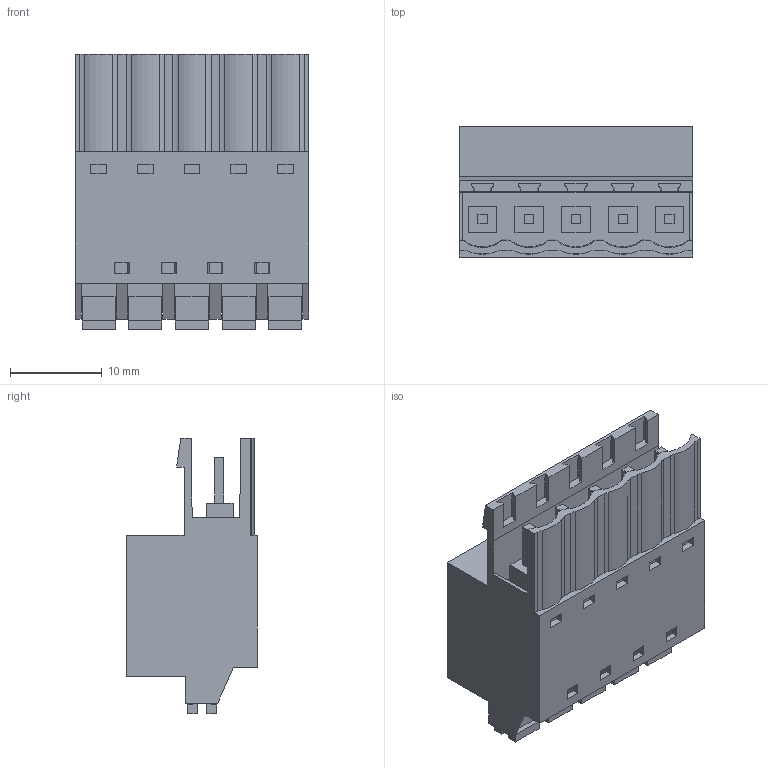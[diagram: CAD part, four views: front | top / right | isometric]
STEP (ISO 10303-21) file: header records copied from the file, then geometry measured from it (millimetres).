
FILE_DESCRIPTION(('CATIA V5 STEP Exchange','CAx-IF Rec.Pracs.--- Model Styling and Organization---1.4--- 2014-01-23'),'2;1');
FILE_NAME ('011689-2_0_1335610000_1335610000.stp','2021-07-01T14:59:58+00:00',('none'),('Weidmueller'),'CATIA Version 5-6 Release 2016 SP3 HF44','CATIA V5 STEP AP214','none');
FILE_SCHEMA(('AUTOMOTIVE_DESIGN { 1 0 10303 214 1 1 1 1 }'));
Length unit declared in the file: millimetre
Products named in the file (1): 1335610000
Bounding box: 25.4 x 14.2 x 29.93 mm (x, y, z)
Volume: 5615.1 mm3; surface area: 5156.6 mm2
Topology: 11 solids, 11 shells, 489 faces, 1282 edges, 838 vertices
Faces by surface type: plane 434, cylinder 45, extrusion 10
Entity records: 14361 total; most frequent: CARTESIAN_POINT 3003, ORIENTED_EDGE 2564, DIRECTION 1864, EDGE_CURVE 1282, VECTOR 1185, LINE 1175, VERTEX_POINT 838, EDGE_LOOP 538
